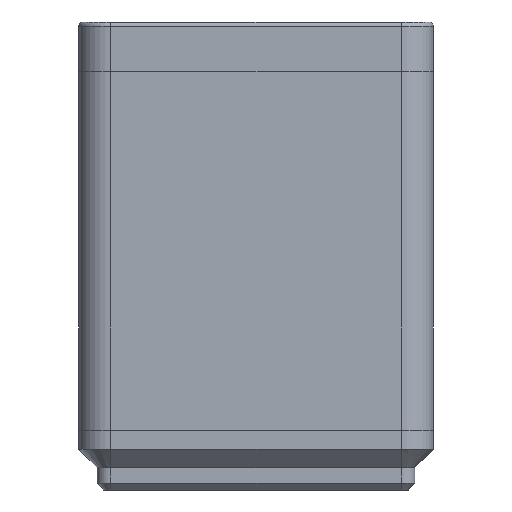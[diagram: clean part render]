
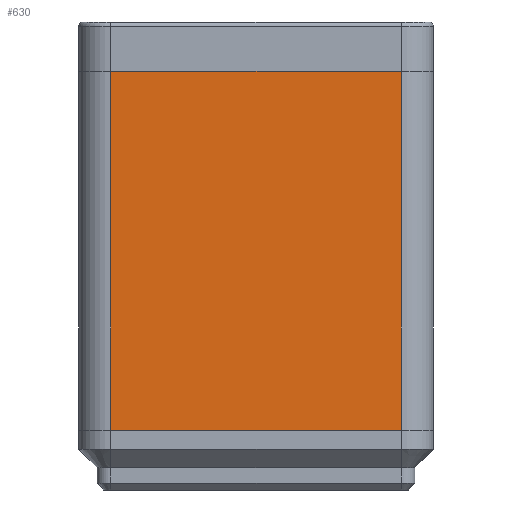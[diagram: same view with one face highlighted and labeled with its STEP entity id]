
A CAD part, front view. The second image highlights one B-rep face of the part: STEP entity #630.
In plain terms, the highlighted planar face has unit normal (0, -1, 0).
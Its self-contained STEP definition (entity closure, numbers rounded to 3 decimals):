
#630=ADVANCED_FACE('',(#1112),#1114,.F.);
#1112=FACE_BOUND('',#1113,.T.);
#1113=EDGE_LOOP('',(#1769,#1770,#1771,#1772));
#1114=PLANE('',#1115);
#1115=AXIS2_PLACEMENT_3D('',#1116,#1117,#1118);
#1116=CARTESIAN_POINT('',(0.,0.,0.));
#1117=DIRECTION('',(0.,1.,0.));
#1118=DIRECTION('',(-1.,0.,0.));
#1769=ORIENTED_EDGE('',*,*,#2164,.F.);
#1770=ORIENTED_EDGE('',*,*,#2147,.F.);
#1771=ORIENTED_EDGE('',*,*,#2165,.F.);
#1772=ORIENTED_EDGE('',*,*,#2166,.F.);
#2147=EDGE_CURVE('',#2487,#2489,#2490,.T.);
#2164=EDGE_CURVE('',#2489,#2520,#2521,.T.);
#2165=EDGE_CURVE('',#2522,#2487,#2523,.T.);
#2166=EDGE_CURVE('',#2520,#2522,#2524,.T.);
#2487=VERTEX_POINT('',#3183);
#2489=VERTEX_POINT('',#3188);
#2490=LINE('',#3189,#3190);
#2520=VERTEX_POINT('',#3256);
#2521=LINE('',#3257,#3258);
#2522=VERTEX_POINT('',#3260);
#2523=LINE('',#3261,#3262);
#2524=LINE('',#3264,#3265);
#3183=CARTESIAN_POINT('',(17.,0.,-21.));
#3188=CARTESIAN_POINT('',(-17.,0.,-21.));
#3189=CARTESIAN_POINT('',(17.,0.,-21.));
#3190=VECTOR('',#3191,1.);
#3191=DIRECTION('',(-1.,0.,0.));
#3256=CARTESIAN_POINT('',(-17.,0.,21.));
#3257=CARTESIAN_POINT('',(-17.,0.,-21.));
#3258=VECTOR('',#3259,1.);
#3259=DIRECTION('',(0.,0.,1.));
#3260=CARTESIAN_POINT('',(17.,0.,21.));
#3261=CARTESIAN_POINT('',(17.,0.,21.));
#3262=VECTOR('',#3263,1.);
#3263=DIRECTION('',(0.,0.,-1.));
#3264=CARTESIAN_POINT('',(-17.,0.,21.));
#3265=VECTOR('',#3266,1.);
#3266=DIRECTION('',(1.,0.,0.));
